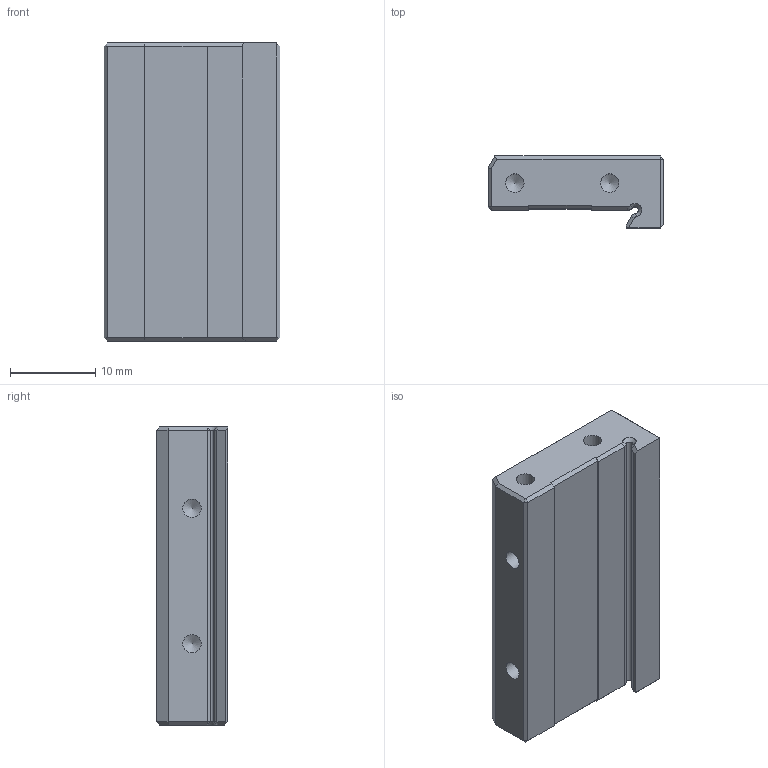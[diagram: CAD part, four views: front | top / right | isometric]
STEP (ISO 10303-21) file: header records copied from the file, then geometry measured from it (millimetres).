
FILE_DESCRIPTION(/* description */ (''),/* implementation_level */ '2;1');
FILE_NAME(/* name */ 'CLAMP - RAIL.stp',/* time_stamp */ '2017-03-15T13:08:50-04:00',/* author */ ('Tanya'),/* organization */ (''),/* preprocessor_version */ 'ST-DEVELOPER v15.6',/* originating_system */ 'Autodesk Inventor 2015',/* authorisation */ '');
FILE_SCHEMA (('AUTOMOTIVE_DESIGN { 1 0 10303 214 3 1 1 }'));
Length unit declared in the file: inch
Products named in the file (1): CLAMP - RAIL
Bounding box: 20.61 x 8.38 x 34.92 mm (x, y, z)
Volume: 4554.5 mm3; surface area: 2684.6 mm2
Topology: 1 solids, 1 shells, 68 faces, 162 edges, 96 vertices
Faces by surface type: plane 39, cone 16, cylinder 13
Full cylindrical faces by diameter (mm): 2.159 x10
Entity records: 1728 total; most frequent: DIRECTION 300, CARTESIAN_POINT 283, ORIENTED_EDGE 260, EDGE_CURVE 130, AXIS2_PLACEMENT_3D 101, LINE 98, VECTOR 98, EDGE_LOOP 88
